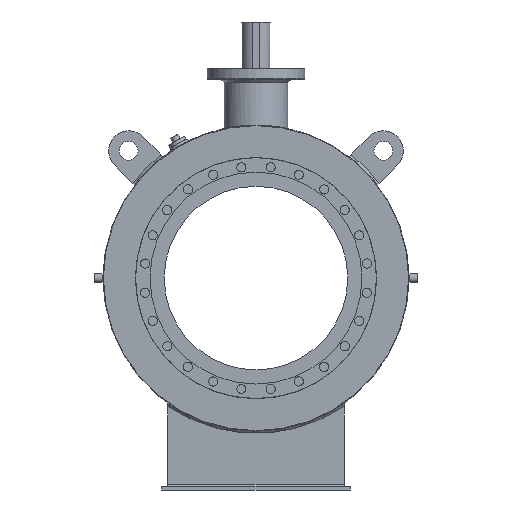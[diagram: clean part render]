
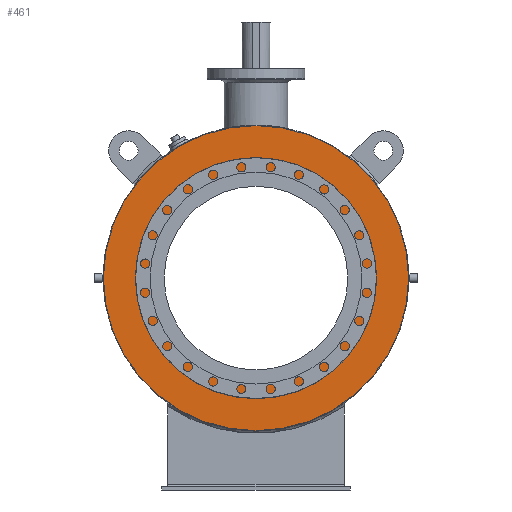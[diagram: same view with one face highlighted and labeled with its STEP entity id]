
A CAD part, left-side view. The second image highlights one B-rep face of the part: STEP entity #461.
In plain terms, the highlighted planar face has unit normal (-1, 0, 0).
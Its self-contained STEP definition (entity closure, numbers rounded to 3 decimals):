
#461 = ADVANCED_FACE( '', ( #1092, #1093 ), #1094, .F. );
#1092 = FACE_BOUND( '', #2996, .T. );
#1093 = FACE_OUTER_BOUND( '', #2997, .T. );
#1094 = PLANE( '', #2998 );
#2996 = EDGE_LOOP( '', ( #4238 ) );
#2997 = EDGE_LOOP( '', ( #4239 ) );
#2998 = AXIS2_PLACEMENT_3D( '', #4240, #4241, #4242 );
#4238 = ORIENTED_EDGE( '', *, *, #5090, .T. );
#4239 = ORIENTED_EDGE( '', *, *, #4849, .T. );
#4240 = CARTESIAN_POINT( '', ( -592., 0., 650. ) );
#4241 = DIRECTION( '', ( 1., 0., 0. ) );
#4242 = DIRECTION( '', ( 0., 0., -1. ) );
#4849 = EDGE_CURVE( '', #5514, #5514, #5515, .F. );
#5090 = EDGE_CURVE( '', #5873, #5873, #5874, .T. );
#5514 = VERTEX_POINT( '', #6537 );
#5515 = CIRCLE( '', #6538, 648. );
#5873 = VERTEX_POINT( '', #7876 );
#5874 = CIRCLE( '', #7877, 435. );
#6537 = CARTESIAN_POINT( '', ( -592., 0., -648. ) );
#6538 = AXIS2_PLACEMENT_3D( '', #8563, #8564, #8565 );
#7876 = CARTESIAN_POINT( '', ( -592., 0., -435. ) );
#7877 = AXIS2_PLACEMENT_3D( '', #8903, #8904, #8905 );
#8563 = CARTESIAN_POINT( '', ( -592., 0., 0. ) );
#8564 = DIRECTION( '', ( 1., 0., 0. ) );
#8565 = DIRECTION( '', ( 0., 0., -1. ) );
#8903 = CARTESIAN_POINT( '', ( -592., 0., 0. ) );
#8904 = DIRECTION( '', ( 1., 0., 0. ) );
#8905 = DIRECTION( '', ( 0., 0., -1. ) );
